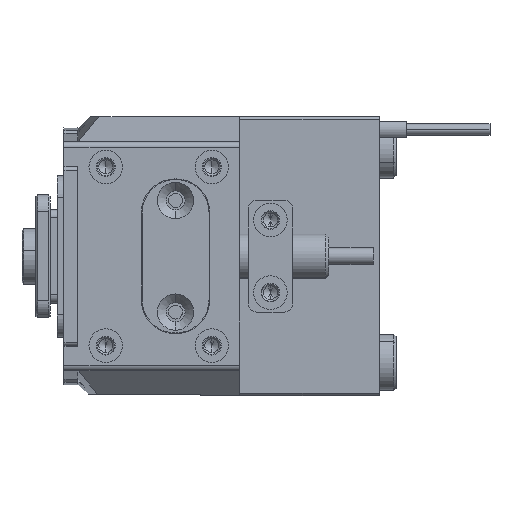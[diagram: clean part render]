
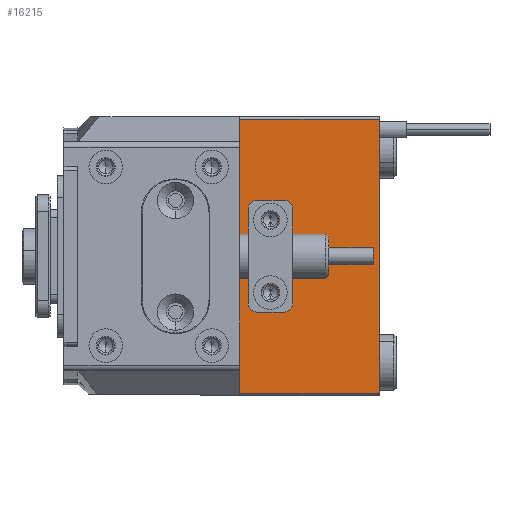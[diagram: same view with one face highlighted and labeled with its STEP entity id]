
A CAD part, left-side view. The second image highlights one B-rep face of the part: STEP entity #16215.
In plain terms, the highlighted planar face has unit normal (-1, 0, 0).
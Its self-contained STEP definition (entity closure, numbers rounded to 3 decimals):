
#1948 = VECTOR ( 'NONE', #43697, 1000. ) ;
#3823 = EDGE_CURVE ( 'NONE', #45639, #10925, #12347, .T. ) ;
#5002 = ORIENTED_EDGE ( 'NONE', *, *, #3823, .T. ) ;
#6036 = CARTESIAN_POINT ( 'NONE',  ( -40.5, -13., -4.95 ) ) ;
#6912 = FACE_BOUND ( 'NONE', #45941, .T. ) ;
#7344 = LINE ( 'NONE', #10476, #18343 ) ;
#8291 = ORIENTED_EDGE ( 'NONE', *, *, #36776, .T. ) ;
#9129 = CARTESIAN_POINT ( 'NONE',  ( -40.5, -13., 6.5 ) ) ;
#9356 = FACE_OUTER_BOUND ( 'NONE', #22139, .T. ) ;
#9745 = VERTEX_POINT ( 'NONE', #26444 ) ;
#9797 = EDGE_LOOP ( 'NONE', ( #5002, #13205 ) ) ;
#10376 = DIRECTION ( 'NONE',  ( 0., -1., 0. ) ) ;
#10476 = CARTESIAN_POINT ( 'NONE',  ( -40.5, -7.5, 25. ) ) ;
#10925 = VERTEX_POINT ( 'NONE', #32513 ) ;
#11188 = CIRCLE ( 'NONE', #29094, 1.55 ) ;
#11400 = VECTOR ( 'NONE', #36828, 1000. ) ;
#11414 = EDGE_CURVE ( 'NONE', #48281, #9745, #22660, .T. ) ;
#11657 = CARTESIAN_POINT ( 'NONE',  ( -40.5, -32.5, 25. ) ) ;
#12347 = CIRCLE ( 'NONE', #19003, 1.55 ) ;
#12555 = CARTESIAN_POINT ( 'NONE',  ( -40.5, -32.5, 24.5 ) ) ;
#12806 = DIRECTION ( 'NONE',  ( 1., 0., 0. ) ) ;
#13205 = ORIENTED_EDGE ( 'NONE', *, *, #18521, .T. ) ;
#13879 = EDGE_CURVE ( 'NONE', #48281, #33126, #17491, .T. ) ;
#14025 = AXIS2_PLACEMENT_3D ( 'NONE', #38931, #31660, #39279 ) ;
#16215 = ADVANCED_FACE ( 'NONE', ( #6912, #47073, #9356 ), #38369, .F. ) ;
#17491 = LINE ( 'NONE', #32422, #11400 ) ;
#18305 = CIRCLE ( 'NONE', #14025, 1.55 ) ;
#18343 = VECTOR ( 'NONE', #41643, 1000. ) ;
#18521 = EDGE_CURVE ( 'NONE', #10925, #45639, #18305, .T. ) ;
#18643 = DIRECTION ( 'NONE',  ( 1., 0., 0. ) ) ;
#18754 = VERTEX_POINT ( 'NONE', #44228 ) ;
#19003 = AXIS2_PLACEMENT_3D ( 'NONE', #19138, #18643, #46351 ) ;
#19138 = CARTESIAN_POINT ( 'NONE',  ( -40.5, -13., -6.5 ) ) ;
#20166 = CARTESIAN_POINT ( 'NONE',  ( -40.5, -13., 4.95 ) ) ;
#20289 = DIRECTION ( 'NONE',  ( 0., 0., -1. ) ) ;
#20330 = VERTEX_POINT ( 'NONE', #20166 ) ;
#20520 = ORIENTED_EDGE ( 'NONE', *, *, #22702, .T. ) ;
#22139 = EDGE_LOOP ( 'NONE', ( #42357, #20520, #32372, #40067 ) ) ;
#22660 = LINE ( 'NONE', #12555, #1948 ) ;
#22702 = EDGE_CURVE ( 'NONE', #32047, #33126, #26624, .T. ) ;
#23052 = DIRECTION ( 'NONE',  ( 1., 0., 0. ) ) ;
#23971 = CARTESIAN_POINT ( 'NONE',  ( -40.5, -32.5, -24.5 ) ) ;
#26444 = CARTESIAN_POINT ( 'NONE',  ( -40.5, -7.5, 24.5 ) ) ;
#26624 = LINE ( 'NONE', #43389, #45531 ) ;
#28182 = EDGE_CURVE ( 'NONE', #9745, #32047, #7344, .T. ) ;
#28716 = DIRECTION ( 'NONE',  ( 1., 0., 0. ) ) ;
#29094 = AXIS2_PLACEMENT_3D ( 'NONE', #40023, #12806, #20289 ) ;
#29394 = AXIS2_PLACEMENT_3D ( 'NONE', #9129, #28716, #36706 ) ;
#31260 = AXIS2_PLACEMENT_3D ( 'NONE', #11657, #23052, #34983 ) ;
#31660 = DIRECTION ( 'NONE',  ( 1., 0., 0. ) ) ;
#32047 = VERTEX_POINT ( 'NONE', #32596 ) ;
#32372 = ORIENTED_EDGE ( 'NONE', *, *, #13879, .F. ) ;
#32422 = CARTESIAN_POINT ( 'NONE',  ( -40.5, -32.5, 25. ) ) ;
#32513 = CARTESIAN_POINT ( 'NONE',  ( -40.5, -13., -8.05 ) ) ;
#32596 = CARTESIAN_POINT ( 'NONE',  ( -40.5, -7.5, -24.5 ) ) ;
#33126 = VERTEX_POINT ( 'NONE', #23971 ) ;
#34247 = ORIENTED_EDGE ( 'NONE', *, *, #48564, .T. ) ;
#34983 = DIRECTION ( 'NONE',  ( 0., 0., -1. ) ) ;
#36706 = DIRECTION ( 'NONE',  ( 0., 0., -1. ) ) ;
#36776 = EDGE_CURVE ( 'NONE', #20330, #18754, #43730, .T. ) ;
#36828 = DIRECTION ( 'NONE',  ( 0., 0., -1. ) ) ;
#38369 = PLANE ( 'NONE',  #31260 ) ;
#38931 = CARTESIAN_POINT ( 'NONE',  ( -40.5, -13., -6.5 ) ) ;
#39279 = DIRECTION ( 'NONE',  ( 0., 0., -1. ) ) ;
#40023 = CARTESIAN_POINT ( 'NONE',  ( -40.5, -13., 6.5 ) ) ;
#40067 = ORIENTED_EDGE ( 'NONE', *, *, #11414, .T. ) ;
#41643 = DIRECTION ( 'NONE',  ( 0., 0., -1. ) ) ;
#42357 = ORIENTED_EDGE ( 'NONE', *, *, #28182, .T. ) ;
#43389 = CARTESIAN_POINT ( 'NONE',  ( -40.5, -32.5, -24.5 ) ) ;
#43697 = DIRECTION ( 'NONE',  ( 0., 1., 0. ) ) ;
#43730 = CIRCLE ( 'NONE', #29394, 1.55 ) ;
#44228 = CARTESIAN_POINT ( 'NONE',  ( -40.5, -13., 8.05 ) ) ;
#45531 = VECTOR ( 'NONE', #10376, 1000. ) ;
#45639 = VERTEX_POINT ( 'NONE', #6036 ) ;
#45941 = EDGE_LOOP ( 'NONE', ( #34247, #8291 ) ) ;
#46351 = DIRECTION ( 'NONE',  ( 0., 0., -1. ) ) ;
#47073 = FACE_BOUND ( 'NONE', #9797, .T. ) ;
#47130 = CARTESIAN_POINT ( 'NONE',  ( -40.5, -32.5, 24.5 ) ) ;
#48281 = VERTEX_POINT ( 'NONE', #47130 ) ;
#48564 = EDGE_CURVE ( 'NONE', #18754, #20330, #11188, .T. ) ;
